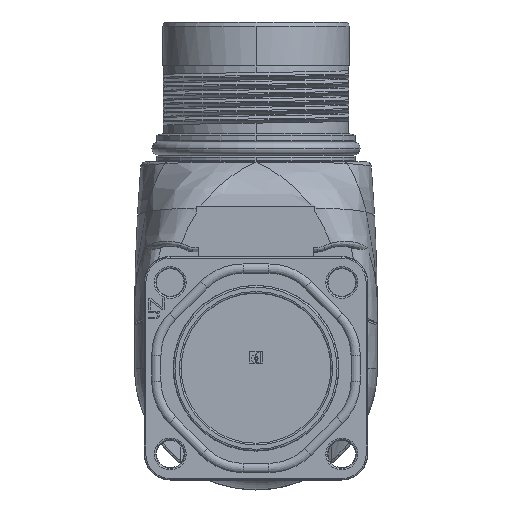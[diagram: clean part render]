
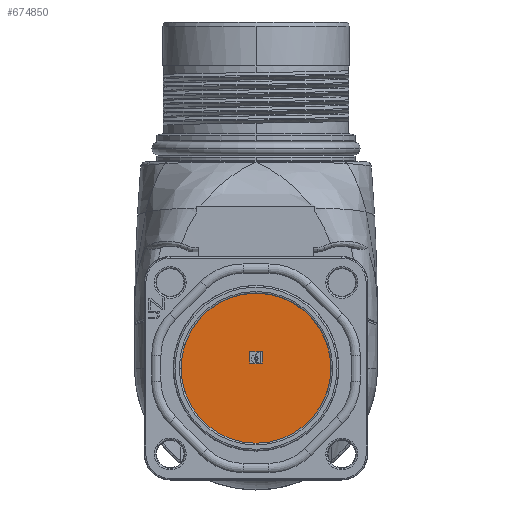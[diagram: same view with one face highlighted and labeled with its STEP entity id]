
A CAD part, front view. The second image highlights one B-rep face of the part: STEP entity #674850.
In plain terms, the highlighted planar face has unit normal (0, -1, 0).
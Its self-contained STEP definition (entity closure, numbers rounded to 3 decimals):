
#297290=CARTESIAN_POINT('',(0.612,-26.75,0.6))
;
#297300=DIRECTION('',(0.,-1.,0.));
#297310=DIRECTION('',(-1.,0.,0.));
#297320=AXIS2_PLACEMENT_3D('',#297290,#297300,#297310);
#297330=CIRCLE('',#297320,0.1);
#297340=CARTESIAN_POINT('',(0.612,-26.75,0.5))
;
#297350=VERTEX_POINT('',#297340);
#297360=CARTESIAN_POINT('',(0.712,-26.75,0.6))
;
#297370=VERTEX_POINT('',#297360);
#297380=EDGE_CURVE('',#297350,#297370,#297330,.T.);
#587480=CARTESIAN_POINT('',(0.,-26.75,0.5));
#587490=DIRECTION('',(1.,0.,0.));
#587500=VECTOR('',#587490,1.);
#587510=LINE('',#587480,#587500);
#587520=CARTESIAN_POINT('',(-0.612,-26.75,0.5)
);
#587530=VERTEX_POINT('',#587520);
#587540=EDGE_CURVE('',#587530,#297350,#587510,.T.);
#673910=CARTESIAN_POINT('',(-8.648,-26.75,0.));
#673920=VERTEX_POINT('',#673910);
#674010=CARTESIAN_POINT('',(8.648,-26.75,
0.));
#674020=VERTEX_POINT('',#674010);
#674050=CARTESIAN_POINT('',(0.,-26.75,0.));
#674060=DIRECTION('',(0.,-1.,0.));
#674070=DIRECTION('',(0.,0.,-1.));
#674080=AXIS2_PLACEMENT_3D('',#674050,#674060,#674070);
#674090=CIRCLE('',#674080,8.648);
#674100=EDGE_CURVE('',#674020,#673920,#674090,.T.);
#674220=CARTESIAN_POINT('',(0.,-26.75,0.));
#674230=DIRECTION('',(0.,-1.,0.));
#674240=DIRECTION('',(0.,0.,-1.));
#674250=AXIS2_PLACEMENT_3D('',#674220,#674230,#674240);
#674260=PLANE('',#674250);
#674270=EDGE_CURVE('',#673920,#674020,#674090,.T.);
#674280=ORIENTED_EDGE('',*,*,#674270,.T.);
#674290=ORIENTED_EDGE('',*,*,#674100,.T.);
#674300=EDGE_LOOP('',(#674290,#674280));
#674310=FACE_OUTER_BOUND('',#674300,.T.);
#674320=CARTESIAN_POINT('',(0.612,-26.75,1.825));
#674330=DIRECTION('',(0.,-1.,0.));
#674340=DIRECTION('',(-1.,0.,0.));
#674350=AXIS2_PLACEMENT_3D('',#674320,#674330,#674340);
#674360=CIRCLE('',#674350,0.1);
#674370=CARTESIAN_POINT('',(0.712,-26.75,1.825));
#674380=VERTEX_POINT('',#674370);
#674390=CARTESIAN_POINT('',(0.612,-26.75,1.925));
#674400=VERTEX_POINT('',#674390);
#674410=EDGE_CURVE('',#674380,#674400,#674360,.T.);
#674420=ORIENTED_EDGE('',*,*,#674410,.F.);
#674430=CARTESIAN_POINT('',(0.,-26.75,1.925));
#674440=DIRECTION('',(-1.,0.,0.));
#674450=VECTOR('',#674440,1.);
#674460=LINE('',#674430,#674450);
#674470=CARTESIAN_POINT('',(-0.612,-26.75,1.925))
;
#674480=VERTEX_POINT('',#674470);
#674490=EDGE_CURVE('',#674400,#674480,#674460,.T.);
#674500=ORIENTED_EDGE('',*,*,#674490,.F.);
#674510=CARTESIAN_POINT('',(-0.612,-26.75,1.825));
#674520=DIRECTION('',(0.,-1.,0.));
#674530=DIRECTION('',(-1.,0.,0.));
#674540=AXIS2_PLACEMENT_3D('',#674510,#674520,#674530);
#674550=CIRCLE('',#674540,0.1);
#674560=CARTESIAN_POINT('',(-0.712,-26.75,1.825));
#674570=VERTEX_POINT('',#674560);
#674580=EDGE_CURVE('',#674480,#674570,#674550,.T.);
#674590=ORIENTED_EDGE('',*,*,#674580,.F.);
#674600=CARTESIAN_POINT('',(-0.712,-26.75,0.));
#674610=DIRECTION('',(0.,0.,-1.));
#674620=VECTOR('',#674610,1.);
#674630=LINE('',#674600,#674620);
#674640=CARTESIAN_POINT('',(-0.712,-26.75,0.6)
);
#674650=VERTEX_POINT('',#674640);
#674660=EDGE_CURVE('',#674570,#674650,#674630,.T.);
#674670=ORIENTED_EDGE('',*,*,#674660,.F.);
#674680=CARTESIAN_POINT('',(-0.612,-26.75,0.6)
);
#674690=DIRECTION('',(0.,-1.,0.));
#674700=DIRECTION('',(-1.,0.,0.));
#674710=AXIS2_PLACEMENT_3D('',#674680,#674690,#674700);
#674720=CIRCLE('',#674710,0.1);
#674730=EDGE_CURVE('',#674650,#587530,#674720,.T.);
#674740=ORIENTED_EDGE('',*,*,#674730,.F.);
#674750=ORIENTED_EDGE('',*,*,#587540,.F.);
#674760=ORIENTED_EDGE('',*,*,#297380,.F.);
#674770=CARTESIAN_POINT('',(0.712,-26.75,0.));
#674780=DIRECTION('',(0.,0.,1.));
#674790=VECTOR('',#674780,1.);
#674800=LINE('',#674770,#674790);
#674810=EDGE_CURVE('',#297370,#674380,#674800,.T.);
#674820=ORIENTED_EDGE('',*,*,#674810,.F.);
#674830=EDGE_LOOP('',(#674820,#674760,#674750,#674740,#674670,#674590,
#674500,#674420));
#674840=FACE_BOUND('',#674830,.T.);
#674850=ADVANCED_FACE('',(#674310,#674840),#674260,.T.);
